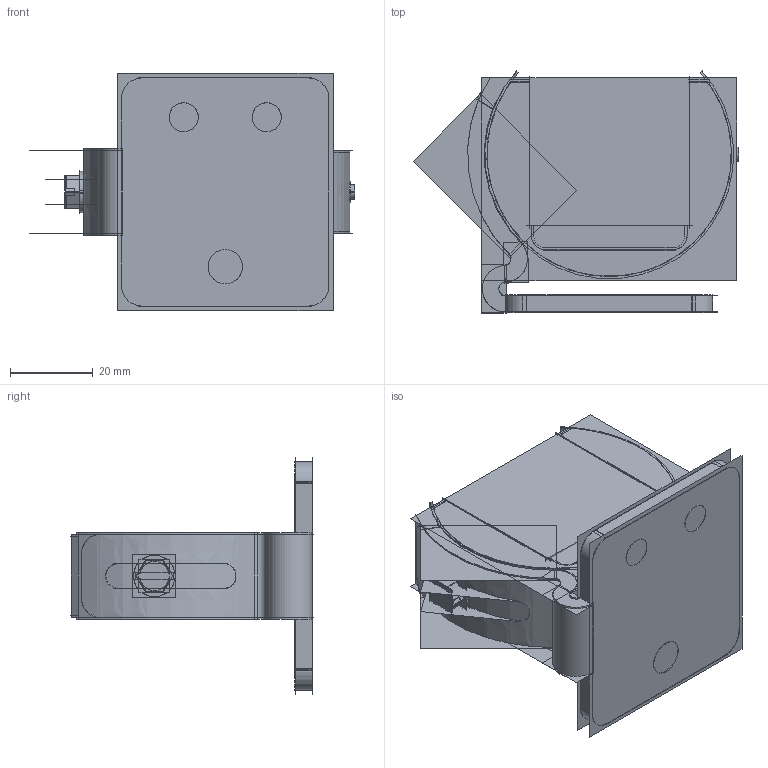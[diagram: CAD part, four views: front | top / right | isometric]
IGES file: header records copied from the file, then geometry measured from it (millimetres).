
Start section:  PTC IGES file: 199771.igs
Global section: file name: 199771.igs; native system: Creo Parametric by PTC Inc.; preprocessor: 2016260; author: pdmadmin; organization: Unknown; date: 20170728.101322; units: millimetre
Bounding box: 78.41 x 58.33 x 57.2 mm (x, y, z)
Volume: 32521.4 mm3; surface area: 98541.5 mm2
Topology: 4 solids, 7 shells, 770 faces, 4043 edges, 5135 vertices
Faces by surface type: bspline 552, revolution 218
